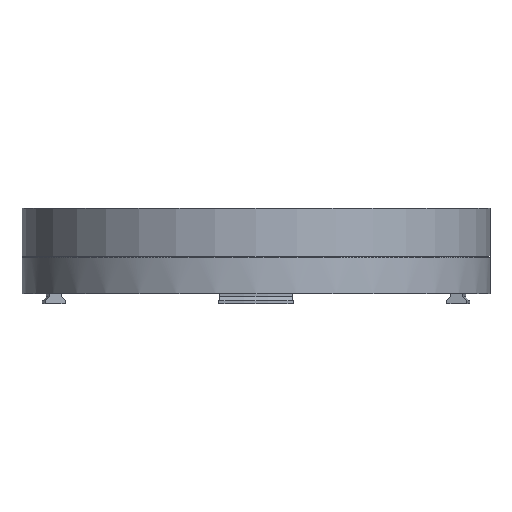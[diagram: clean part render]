
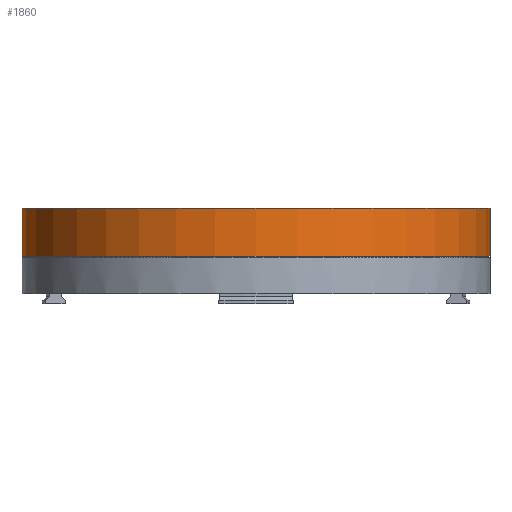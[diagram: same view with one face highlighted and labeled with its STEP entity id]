
A CAD part, front view. The second image highlights one B-rep face of the part: STEP entity #1860.
In plain terms, the highlighted cylindrical face has radius 46.25 mm (diameter 92.5 mm), a full revolution.
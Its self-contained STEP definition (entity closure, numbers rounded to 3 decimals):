
#113=FACE_OUTER_BOUND('',#221,.T.);
#221=EDGE_LOOP('',(#1320,#1321,#1322,#1323));
#334=CIRCLE('',#1991,46.25);
#337=CIRCLE('',#1996,46.25);
#474=LINE('',#3703,#614);
#614=VECTOR('',#2261,46.25);
#777=VERTEX_POINT('',#3686);
#781=VERTEX_POINT('',#3701);
#988=EDGE_CURVE('',#777,#777,#334,.T.);
#992=EDGE_CURVE('',#781,#781,#337,.T.);
#993=EDGE_CURVE('',#781,#777,#474,.T.);
#1320=ORIENTED_EDGE('',*,*,#992,.T.);
#1321=ORIENTED_EDGE('',*,*,#993,.T.);
#1322=ORIENTED_EDGE('',*,*,#988,.T.);
#1323=ORIENTED_EDGE('',*,*,#993,.F.);
#1800=CYLINDRICAL_SURFACE('',#1995,46.25);
#1860=ADVANCED_FACE('',(#113),#1800,.T.);
#1991=AXIS2_PLACEMENT_3D('',#3694,#2248,#2249);
#1995=AXIS2_PLACEMENT_3D('',#3700,#2257,#2258);
#1996=AXIS2_PLACEMENT_3D('',#3702,#2259,#2260);
#2248=DIRECTION('center_axis',(0.,0.,1.));
#2249=DIRECTION('ref_axis',(1.,0.,0.));
#2257=DIRECTION('center_axis',(0.,0.,1.));
#2258=DIRECTION('ref_axis',(1.,0.,0.));
#2259=DIRECTION('center_axis',(0.,0.,-1.));
#2260=DIRECTION('ref_axis',(1.,0.,0.));
#2261=DIRECTION('',(0.,0.,-1.));
#3686=CARTESIAN_POINT('',(-46.25,0.,7.4));
#3694=CARTESIAN_POINT('Origin',(0.,0.,7.4));
#3700=CARTESIAN_POINT('Origin',(0.,0.,7.4));
#3701=CARTESIAN_POINT('',(-46.25,0.,16.95));
#3702=CARTESIAN_POINT('Origin',(0.,0.,16.95));
#3703=CARTESIAN_POINT('',(-46.25,0.,7.4));
